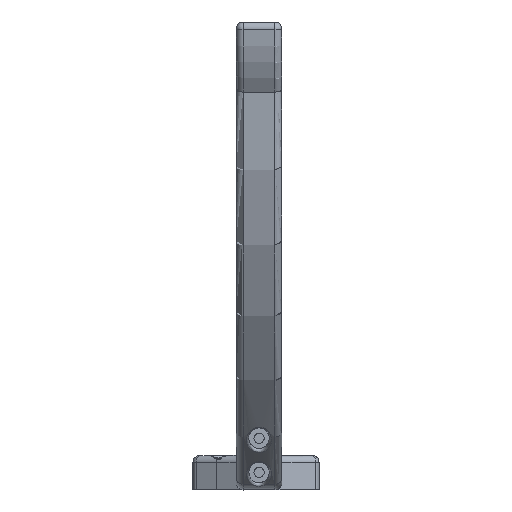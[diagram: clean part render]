
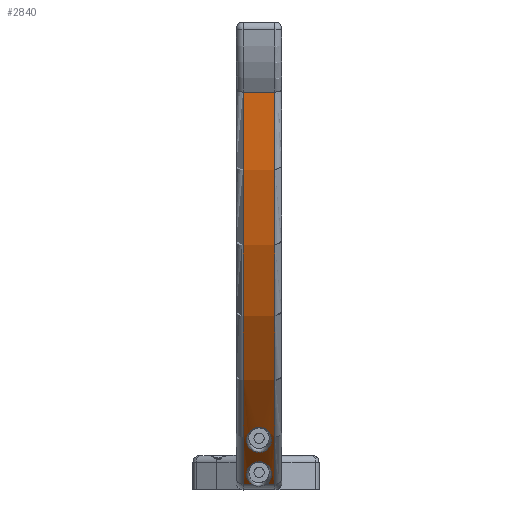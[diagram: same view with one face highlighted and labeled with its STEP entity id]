
A CAD part, top view. The second image highlights one B-rep face of the part: STEP entity #2840.
In plain terms, the highlighted cylindrical face has radius 206.857 mm (diameter 413.714 mm), a partial arc.
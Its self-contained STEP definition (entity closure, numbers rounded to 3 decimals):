
#144=FACE_BOUND('',#982,.T.);
#227=CIRCLE('',#3129,206.857);
#228=CIRCLE('',#3130,206.857);
#383=LINE('',#5570,#539);
#384=LINE('',#5574,#540);
#385=LINE('',#5577,#541);
#539=VECTOR('',#3670,10.);
#540=VECTOR('',#3673,10.);
#541=VECTOR('',#3676,10.);
#675=CYLINDRICAL_SURFACE('',#3128,206.857);
#793=FACE_OUTER_BOUND('',#981,.T.);
#981=EDGE_LOOP('',(#2188,#2189,#2190,#2191,#2192,#2193));
#982=EDGE_LOOP('',(#2194));
#1146=B_SPLINE_CURVE_WITH_KNOTS('',3,(#5504,#5505,#5506,#5507,#5508,#5509,
#5510,#5511,#5512,#5513,#5514,#5515,#5516,#5517,#5518,#5519,#5520,#5521,
#5522,#5523,#5524,#5525,#5526,#5527,#5528,#5529,#5530,#5531,#5532,#5533,
#5534,#5535,#5536,#5537,#5538,#5539,#5540,#5541,#5542,#5543,#5544,#5545,
#5546,#5547,#5548,#5549,#5550,#5551,#5552,#5553,#5554,#5555,#5556,#5557,
#5558,#5559,#5560,#5561,#5562,#5563,#5564,#5565,#5566,#5567),
 .UNSPECIFIED.,.F.,.F.,(4,3,3,3,3,3,3,3,3,3,3,3,3,3,3,3,3,3,3,3,3,4),(-3.475,
-3.396,-3.26,-2.989,-2.853,
-2.785,-2.717,-2.445,-2.343,
-2.174,-1.992,-1.811,-1.766,
-1.63,-1.54,-1.494,-1.449,
-1.358,-1.268,-1.087,-0.543,
-0.329),.UNSPECIFIED.);
#1147=B_SPLINE_CURVE_WITH_KNOTS('',3,(#5579,#5580,#5581,#5582,#5583,#5584,
#5585,#5586,#5587,#5588,#5589,#5590,#5591,#5592,#5593,#5594,#5595,#5596,
#5597),.UNSPECIFIED.,.T.,.F.,(4,1,1,1,1,1,1,1,1,1,1,1,1,1,1,1,4),(-3.436,
-3.314,-3.191,-2.945,-2.455,
-2.209,-1.964,-1.8,-1.636,
-1.473,-1.309,-0.982,-0.736,
-0.491,-0.245,-0.123,0.),
 .UNSPECIFIED.);
#1290=VERTEX_POINT('',#5434);
#1293=VERTEX_POINT('',#5489);
#1294=VERTEX_POINT('',#5569);
#1295=VERTEX_POINT('',#5571);
#1296=VERTEX_POINT('',#5573);
#1297=VERTEX_POINT('',#5575);
#1298=VERTEX_POINT('',#5578);
#1613=EDGE_CURVE('',#1290,#1293,#1146,.T.);
#1614=EDGE_CURVE('',#1293,#1294,#383,.T.);
#1615=EDGE_CURVE('',#1294,#1295,#227,.T.);
#1616=EDGE_CURVE('',#1295,#1296,#384,.T.);
#1617=EDGE_CURVE('',#1296,#1297,#228,.T.);
#1618=EDGE_CURVE('',#1297,#1290,#385,.T.);
#1619=EDGE_CURVE('',#1298,#1298,#1147,.T.);
#2188=ORIENTED_EDGE('',*,*,#1613,.T.);
#2189=ORIENTED_EDGE('',*,*,#1614,.T.);
#2190=ORIENTED_EDGE('',*,*,#1615,.T.);
#2191=ORIENTED_EDGE('',*,*,#1616,.T.);
#2192=ORIENTED_EDGE('',*,*,#1617,.T.);
#2193=ORIENTED_EDGE('',*,*,#1618,.T.);
#2194=ORIENTED_EDGE('',*,*,#1619,.T.);
#2840=ADVANCED_FACE('',(#793,#144),#675,.T.);
#3128=AXIS2_PLACEMENT_3D('',#5568,#3668,#3669);
#3129=AXIS2_PLACEMENT_3D('',#5572,#3671,#3672);
#3130=AXIS2_PLACEMENT_3D('',#5576,#3674,#3675);
#3668=DIRECTION('center_axis',(1.,0.,0.));
#3669=DIRECTION('ref_axis',(0.,-0.856,0.516));
#3670=DIRECTION('',(1.,0.,0.));
#3671=DIRECTION('center_axis',(-1.,0.,0.));
#3672=DIRECTION('ref_axis',(0.,-0.488,0.873));
#3673=DIRECTION('',(-1.,0.,0.));
#3674=DIRECTION('center_axis',(1.,0.,0.));
#3675=DIRECTION('ref_axis',(0.,-0.488,0.873));
#3676=DIRECTION('',(1.,0.,0.));
#5434=CARTESIAN_POINT('',(234.826,880.324,-210.214));
#5489=CARTESIAN_POINT('',(241.617,880.324,-210.214));
#5504=CARTESIAN_POINT('Ctrl Pts',(234.827,880.324,-210.214));
#5505=CARTESIAN_POINT('Ctrl Pts',(234.638,880.473,-209.979));
#5506=CARTESIAN_POINT('Ctrl Pts',(234.466,880.629,-209.733));
#5507=CARTESIAN_POINT('Ctrl Pts',(234.308,880.79,-209.482));
#5508=CARTESIAN_POINT('Ctrl Pts',(234.036,881.067,-209.047));
#5509=CARTESIAN_POINT('Ctrl Pts',(233.807,881.358,-208.595));
#5510=CARTESIAN_POINT('Ctrl Pts',(233.612,881.658,-208.134));
#5511=CARTESIAN_POINT('Ctrl Pts',(233.224,882.257,-207.211));
#5512=CARTESIAN_POINT('Ctrl Pts',(232.974,882.889,-206.254));
#5513=CARTESIAN_POINT('Ctrl Pts',(232.839,883.537,-205.293));
#5514=CARTESIAN_POINT('Ctrl Pts',(232.771,883.86,-204.812));
#5515=CARTESIAN_POINT('Ctrl Pts',(232.733,884.188,-204.33));
#5516=CARTESIAN_POINT('Ctrl Pts',(232.723,884.518,-203.848));
#5517=CARTESIAN_POINT('Ctrl Pts',(232.719,884.683,-203.608));
#5518=CARTESIAN_POINT('Ctrl Pts',(232.721,884.848,-203.367));
#5519=CARTESIAN_POINT('Ctrl Pts',(232.732,885.014,-203.128));
#5520=CARTESIAN_POINT('Ctrl Pts',(232.742,885.18,-202.888));
#5521=CARTESIAN_POINT('Ctrl Pts',(232.76,885.346,-202.649));
#5522=CARTESIAN_POINT('Ctrl Pts',(232.786,885.513,-202.41));
#5523=CARTESIAN_POINT('Ctrl Pts',(232.887,886.178,-201.457));
#5524=CARTESIAN_POINT('Ctrl Pts',(233.108,886.846,-200.517));
#5525=CARTESIAN_POINT('Ctrl Pts',(233.491,887.492,-199.624));
#5526=CARTESIAN_POINT('Ctrl Pts',(233.635,887.735,-199.288));
#5527=CARTESIAN_POINT('Ctrl Pts',(233.802,887.974,-198.96));
#5528=CARTESIAN_POINT('Ctrl Pts',(233.993,888.206,-198.643));
#5529=CARTESIAN_POINT('Ctrl Pts',(234.313,888.592,-198.115));
#5530=CARTESIAN_POINT('Ctrl Pts',(234.703,888.959,-197.619));
#5531=CARTESIAN_POINT('Ctrl Pts',(235.193,889.283,-197.185));
#5532=CARTESIAN_POINT('Ctrl Pts',(235.715,889.628,-196.721));
#5533=CARTESIAN_POINT('Ctrl Pts',(236.351,889.925,-196.327));
#5534=CARTESIAN_POINT('Ctrl Pts',(237.08,890.077,-196.126));
#5535=CARTESIAN_POINT('Ctrl Pts',(237.808,890.229,-195.925));
#5536=CARTESIAN_POINT('Ctrl Pts',(238.628,890.236,-195.916));
#5537=CARTESIAN_POINT('Ctrl Pts',(239.36,890.082,-196.12));
#5538=CARTESIAN_POINT('Ctrl Pts',(239.543,890.043,-196.171));
#5539=CARTESIAN_POINT('Ctrl Pts',(239.72,889.994,-196.236));
#5540=CARTESIAN_POINT('Ctrl Pts',(239.891,889.939,-196.309));
#5541=CARTESIAN_POINT('Ctrl Pts',(240.403,889.773,-196.53));
#5542=CARTESIAN_POINT('Ctrl Pts',(240.857,889.547,-196.831));
#5543=CARTESIAN_POINT('Ctrl Pts',(241.248,889.289,-197.177));
#5544=CARTESIAN_POINT('Ctrl Pts',(241.508,889.116,-197.408));
#5545=CARTESIAN_POINT('Ctrl Pts',(241.74,888.93,-197.66));
#5546=CARTESIAN_POINT('Ctrl Pts',(241.95,888.735,-197.923));
#5547=CARTESIAN_POINT('Ctrl Pts',(242.054,888.638,-198.054));
#5548=CARTESIAN_POINT('Ctrl Pts',(242.153,888.539,-198.189));
#5549=CARTESIAN_POINT('Ctrl Pts',(242.247,888.438,-198.326));
#5550=CARTESIAN_POINT('Ctrl Pts',(242.34,888.337,-198.464));
#5551=CARTESIAN_POINT('Ctrl Pts',(242.428,888.235,-198.604));
#5552=CARTESIAN_POINT('Ctrl Pts',(242.511,888.131,-198.746));
#5553=CARTESIAN_POINT('Ctrl Pts',(242.676,887.923,-199.03));
#5554=CARTESIAN_POINT('Ctrl Pts',(242.821,887.711,-199.322));
#5555=CARTESIAN_POINT('Ctrl Pts',(242.949,887.496,-199.619));
#5556=CARTESIAN_POINT('Ctrl Pts',(243.076,887.28,-199.917));
#5557=CARTESIAN_POINT('Ctrl Pts',(243.186,887.062,-200.221));
#5558=CARTESIAN_POINT('Ctrl Pts',(243.279,886.842,-200.528));
#5559=CARTESIAN_POINT('Ctrl Pts',(243.465,886.403,-201.143));
#5560=CARTESIAN_POINT('Ctrl Pts',(243.585,885.958,-201.772));
#5561=CARTESIAN_POINT('Ctrl Pts',(243.653,885.515,-202.407));
#5562=CARTESIAN_POINT('Ctrl Pts',(243.859,884.183,-204.315));
#5563=CARTESIAN_POINT('Ctrl Pts',(243.607,882.86,-206.283));
#5564=CARTESIAN_POINT('Ctrl Pts',(242.829,881.659,-208.133));
#5565=CARTESIAN_POINT('Ctrl Pts',(242.523,881.184,-208.863));
#5566=CARTESIAN_POINT('Ctrl Pts',(242.134,880.729,-209.574));
#5567=CARTESIAN_POINT('Ctrl Pts',(241.617,880.324,-210.214));
#5568=CARTESIAN_POINT('Origin',(248.178,1055.132,-320.814));
#5569=CARTESIAN_POINT('',(245.178,880.324,-210.214));
#5570=CARTESIAN_POINT('',(248.178,880.324,-210.214));
#5571=CARTESIAN_POINT('',(245.178,1052.263,-113.976));
#5572=CARTESIAN_POINT('Origin',(245.178,1055.132,-320.814));
#5573=CARTESIAN_POINT('',(231.178,1052.263,-113.976));
#5574=CARTESIAN_POINT('',(228.178,1052.263,-113.976));
#5575=CARTESIAN_POINT('',(231.178,880.324,-210.214));
#5576=CARTESIAN_POINT('Origin',(231.178,1055.132,-320.814));
#5577=CARTESIAN_POINT('',(248.178,880.324,-210.214));
#5578=CARTESIAN_POINT('',(238.222,894.218,-190.826));
#5579=CARTESIAN_POINT('Ctrl Pts',(238.222,894.218,-190.826));
#5580=CARTESIAN_POINT('Ctrl Pts',(237.698,894.218,-190.826));
#5581=CARTESIAN_POINT('Ctrl Pts',(236.657,894.374,-190.632));
#5582=CARTESIAN_POINT('Ctrl Pts',(234.929,895.159,-189.666));
#5583=CARTESIAN_POINT('Ctrl Pts',(232.963,897.186,-187.21));
#5584=CARTESIAN_POINT('Ctrl Pts',(232.432,900.004,-183.943));
#5585=CARTESIAN_POINT('Ctrl Pts',(233.428,902.766,-180.894));
#5586=CARTESIAN_POINT('Ctrl Pts',(234.978,904.406,-179.135));
#5587=CARTESIAN_POINT('Ctrl Pts',(237.135,905.299,-178.194));
#5588=CARTESIAN_POINT('Ctrl Pts',(239.313,905.301,-178.192));
#5589=CARTESIAN_POINT('Ctrl Pts',(241.161,904.539,-178.996));
#5590=CARTESIAN_POINT('Ctrl Pts',(242.889,903.006,-180.634));
#5591=CARTESIAN_POINT('Ctrl Pts',(243.778,900.921,-182.923));
#5592=CARTESIAN_POINT('Ctrl Pts',(243.734,898.598,-185.572));
#5593=CARTESIAN_POINT('Ctrl Pts',(242.925,896.605,-187.914));
#5594=CARTESIAN_POINT('Ctrl Pts',(241.512,895.16,-189.665));
#5595=CARTESIAN_POINT('Ctrl Pts',(239.786,894.374,-190.633));
#5596=CARTESIAN_POINT('Ctrl Pts',(238.745,894.218,-190.826));
#5597=CARTESIAN_POINT('Ctrl Pts',(238.222,894.218,-190.826));
